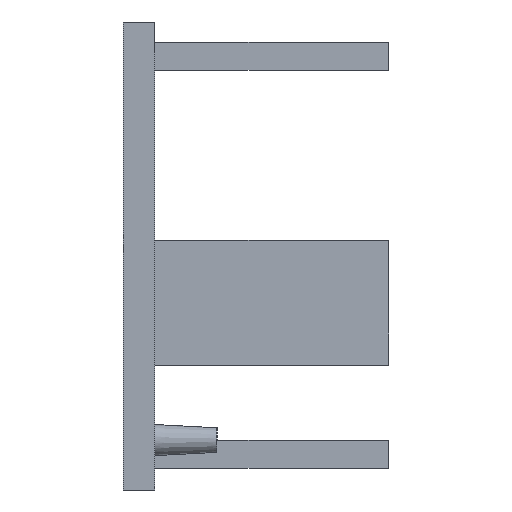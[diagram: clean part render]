
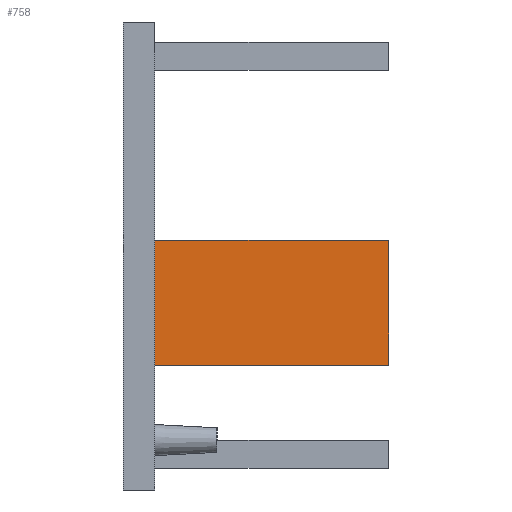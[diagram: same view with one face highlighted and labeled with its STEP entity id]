
A CAD part, left-side view. The second image highlights one B-rep face of the part: STEP entity #758.
In plain terms, the highlighted planar face has unit normal (-1, 0, 0).
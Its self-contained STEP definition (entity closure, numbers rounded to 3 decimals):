
#7 = EDGE_CURVE ( 'NONE', #403, #483, #172, .T. ) ;
#40 = ORIENTED_EDGE ( 'NONE', *, *, #321, .T. ) ;
#74 = CARTESIAN_POINT ( 'NONE',  ( -21.2, -16., -7. ) ) ;
#79 = FACE_OUTER_BOUND ( 'NONE', #521, .T. ) ;
#130 = DIRECTION ( 'NONE',  ( 0., 1., 0. ) ) ;
#168 = EDGE_CURVE ( 'NONE', #855, #483, #636, .T. ) ;
#172 = LINE ( 'NONE', #434, #740 ) ;
#223 = VECTOR ( 'NONE', #876, 1000. ) ;
#301 = LINE ( 'NONE', #756, #223 ) ;
#315 = DIRECTION ( 'NONE',  ( 0., 0., -1. ) ) ;
#321 = EDGE_CURVE ( 'NONE', #720, #403, #301, .T. ) ;
#333 = DIRECTION ( 'NONE',  ( 0., 0., -1. ) ) ;
#336 = DIRECTION ( 'NONE',  ( 1., 0., 0. ) ) ;
#346 = PLANE ( 'NONE',  #593 ) ;
#364 = CARTESIAN_POINT ( 'NONE',  ( -21.2, -16., -7. ) ) ;
#399 = CARTESIAN_POINT ( 'NONE',  ( -21.2, -1., 1. ) ) ;
#403 = VERTEX_POINT ( 'NONE', #399 ) ;
#418 = LINE ( 'NONE', #822, #687 ) ;
#434 = CARTESIAN_POINT ( 'NONE',  ( -21.2, -1., -7. ) ) ;
#483 = VERTEX_POINT ( 'NONE', #841 ) ;
#521 = EDGE_LOOP ( 'NONE', ( #773, #745, #803, #40 ) ) ;
#525 = EDGE_CURVE ( 'NONE', #720, #855, #418, .T. ) ;
#553 = CARTESIAN_POINT ( 'NONE',  ( -21.2, -16., 1. ) ) ;
#570 = VECTOR ( 'NONE', #130, 1000. ) ;
#593 = AXIS2_PLACEMENT_3D ( 'NONE', #364, #336, #333 ) ;
#636 = LINE ( 'NONE', #74, #570 ) ;
#687 = VECTOR ( 'NONE', #861, 1000. ) ;
#720 = VERTEX_POINT ( 'NONE', #553 ) ;
#740 = VECTOR ( 'NONE', #315, 1000. ) ;
#745 = ORIENTED_EDGE ( 'NONE', *, *, #168, .F. ) ;
#756 = CARTESIAN_POINT ( 'NONE',  ( -21.2, -16., 1. ) ) ;
#758 = ADVANCED_FACE ( 'NONE', ( #79 ), #346, .F. ) ;
#773 = ORIENTED_EDGE ( 'NONE', *, *, #7, .T. ) ;
#803 = ORIENTED_EDGE ( 'NONE', *, *, #525, .F. ) ;
#804 = CARTESIAN_POINT ( 'NONE',  ( -21.2, -16., -7. ) ) ;
#822 = CARTESIAN_POINT ( 'NONE',  ( -21.2, -16., -7. ) ) ;
#841 = CARTESIAN_POINT ( 'NONE',  ( -21.2, -1., -7. ) ) ;
#855 = VERTEX_POINT ( 'NONE', #804 ) ;
#861 = DIRECTION ( 'NONE',  ( 0., 0., -1. ) ) ;
#876 = DIRECTION ( 'NONE',  ( 0., 1., 0. ) ) ;
